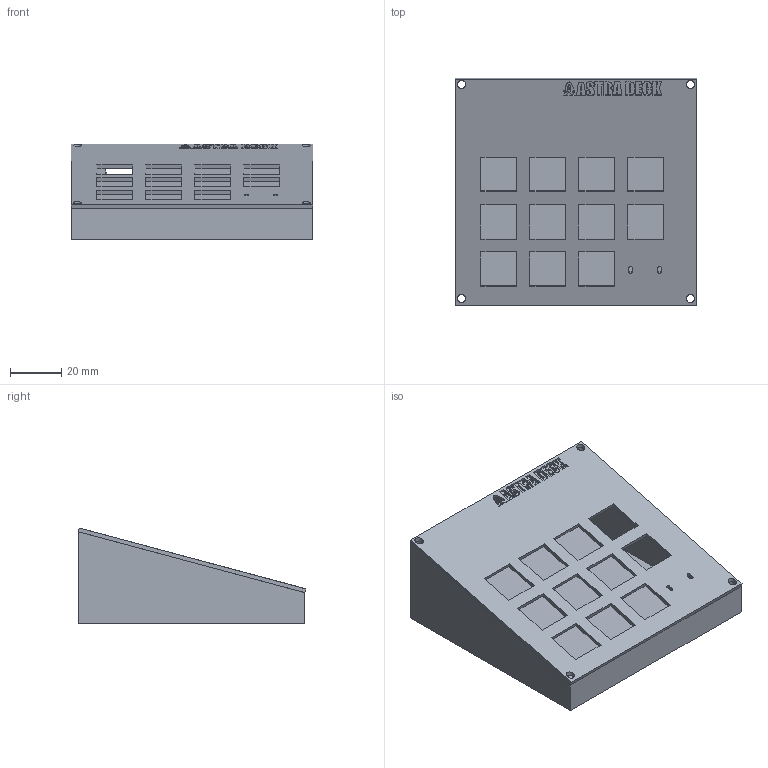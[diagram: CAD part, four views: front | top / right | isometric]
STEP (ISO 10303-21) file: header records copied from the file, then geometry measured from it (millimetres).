
FILE_DESCRIPTION(/* description */ (''),/* implementation_level */ '2;1');
FILE_NAME(/* name */ 'case.step',/* time_stamp */ '2025-07-25T15:52:47+05:30',/* author */ (''),/* organization */ (''),/* preprocessor_version */ 'ST-DEVELOPER v20.1',/* originating_system */ 'Autodesk Translation Framework v14.10.0.0',/* authorisation */ '');
FILE_SCHEMA (('AUTOMOTIVE_DESIGN { 1 0 10303 214 3 1 1 }'));
Length unit declared in the file: millimetre
Products named in the file (3): 2025-07-21-15-17-22-723; Component2; Component3
Assembly tree (2 placements, depth 2):
  2025-07-21-15-17-22-723
    Component2
    Component3
Bounding box: 94 x 88.63 x 37.31 mm (x, y, z)
Volume: 89928 mm3; surface area: 46895.4 mm2
Topology: 2 solids, 2 shells, 587 faces, 1662 edges, 1108 vertices
Faces by surface type: plane 338, bspline 235, cylinder 14
Full cylindrical faces by diameter (mm): 3.2 x8
Entity records: 20524 total; most frequent: CARTESIAN_POINT 7108, ORIENTED_EDGE 3324, DIRECTION 1903, EDGE_CURVE 1662, VERTEX_POINT 1108, LINE 1097, VECTOR 1097, EDGE_LOOP 664
